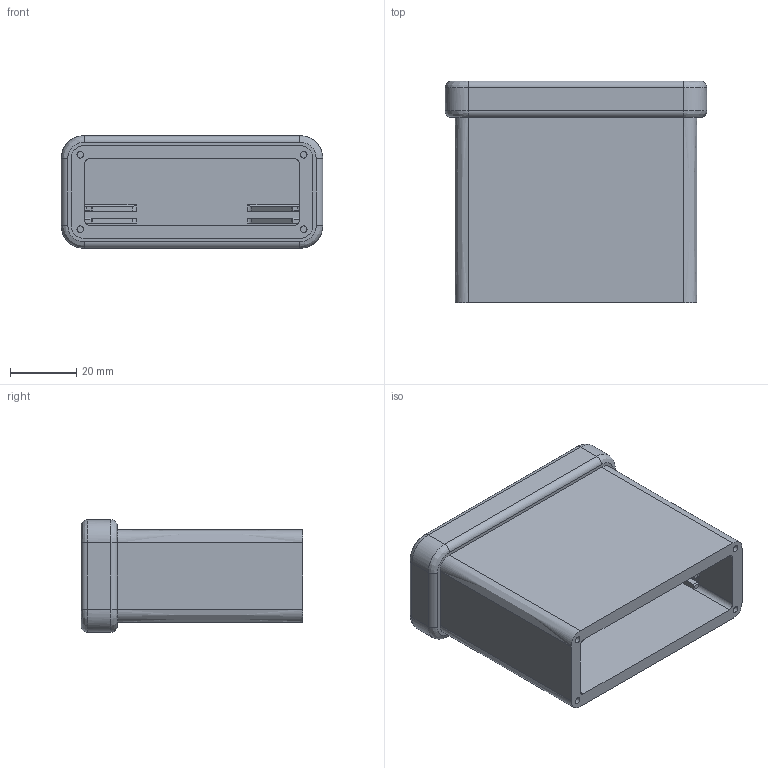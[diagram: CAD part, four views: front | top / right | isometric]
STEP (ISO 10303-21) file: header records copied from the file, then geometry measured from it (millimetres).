
FILE_DESCRIPTION(/* description */ (''),/* implementation_level */ '2;1');
FILE_NAME(/* name */ 'Enclosure Case.step',/* time_stamp */ '2023-07-19T16:18:07+10:00',/* author */ (''),/* organization */ (''),/* preprocessor_version */ 'ST-DEVELOPER v19.2',/* originating_system */ 'Autodesk Translation Framework v12.6.0.85',/* authorisation */ '');
FILE_SCHEMA (('AUTOMOTIVE_DESIGN { 1 0 10303 214 3 1 1 }'));
Length unit declared in the file: millimetre
Products named in the file (1): base
Bounding box: 79 x 67 x 34 mm (x, y, z)
Volume: 66921.4 mm3; surface area: 29461.5 mm2
Topology: 1 solids, 1 shells, 94 faces, 236 edges, 150 vertices
Faces by surface type: plane 42, cylinder 34, bspline 16, torus 2
Full cylindrical faces by diameter (mm): 2 x4
Entity records: 3687 total; most frequent: CARTESIAN_POINT 1465, ORIENTED_EDGE 472, DIRECTION 424, EDGE_CURVE 236, VERTEX_POINT 150, AXIS2_PLACEMENT_3D 145, LINE 134, VECTOR 134
